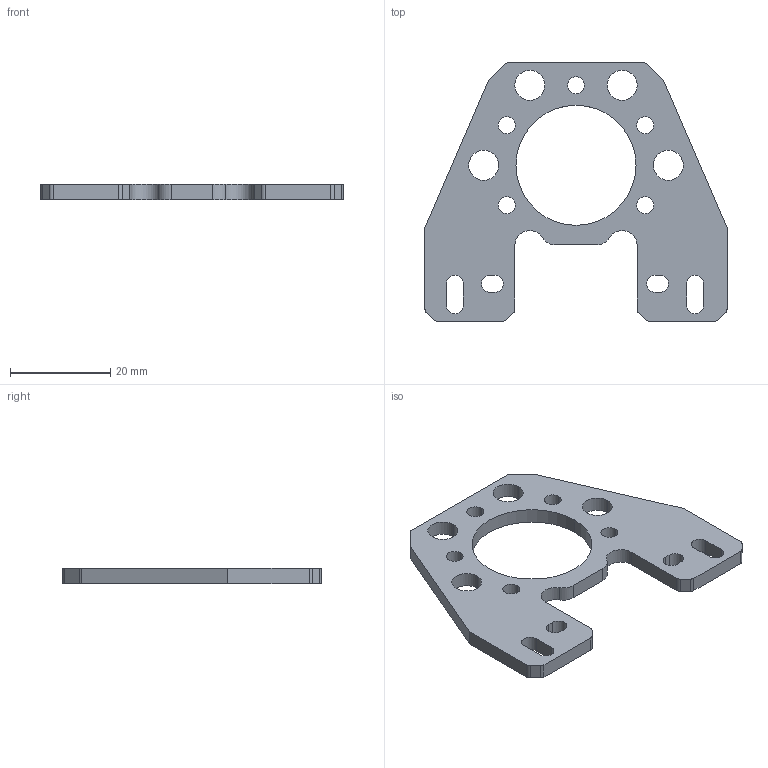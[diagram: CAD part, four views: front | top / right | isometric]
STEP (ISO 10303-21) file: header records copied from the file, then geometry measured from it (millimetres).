
FILE_DESCRIPTION (( 'STEP AP203' ), '1' );
FILE_NAME ('REV-41-1624.STEP', '2023-08-21T16:40:47', ( '' ), ( '' ), 'SwSTEP 2.0', 'SolidWorks 2022', '' );
FILE_SCHEMA (( 'CONFIG_CONTROL_DESIGN' ));
Length unit declared in the file: millimetre
Products named in the file (1): REV-41-1624
Bounding box: 60.4 x 51.67 x 3 mm (x, y, z)
Volume: 4661.4 mm3; surface area: 4603.6 mm2
Topology: 1 solids, 1 shells, 74 faces, 216 edges, 144 vertices
Faces by surface type: cylinder 46, plane 28
Entity records: 2627 total; most frequent: DIRECTION 456, CARTESIAN_POINT 441, ORIENTED_EDGE 432, EDGE_CURVE 216, AXIS2_PLACEMENT_3D 167, VERTEX_POINT 144, VECTOR 122, LINE 122
